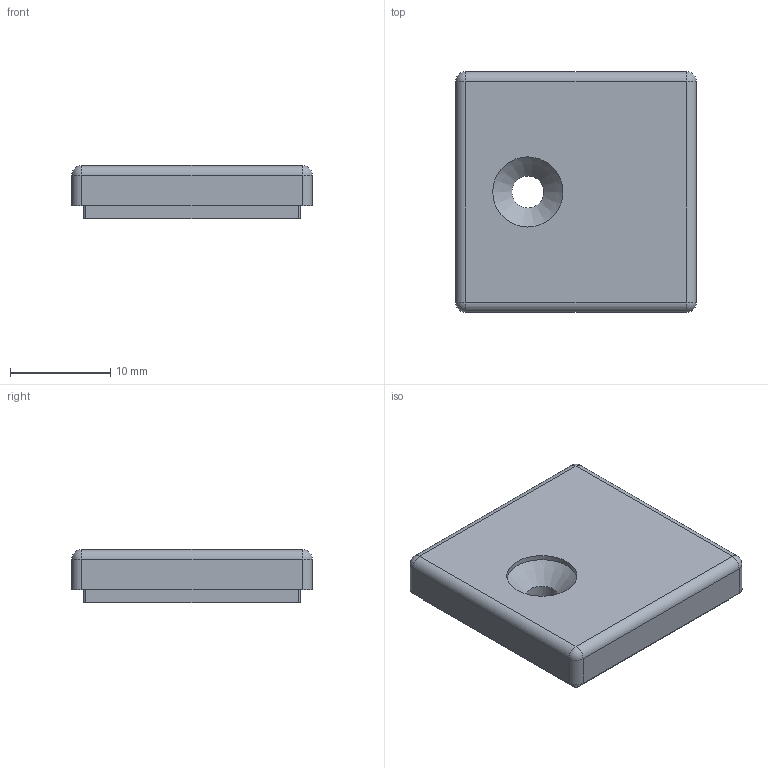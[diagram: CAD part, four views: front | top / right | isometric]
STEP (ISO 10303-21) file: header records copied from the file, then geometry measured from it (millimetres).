
FILE_DESCRIPTION(('FreeCAD Model'),'2;1');
FILE_NAME('Open CASCADE Shape Model','2024-07-08T17:42:10',(''),(''), 'Open CASCADE STEP processor 7.6','FreeCAD','Unknown');
FILE_SCHEMA(('AUTOMOTIVE_DESIGN { 1 0 10303 214 1 1 1 1 }'));
Length unit declared in the file: millimetre
Products named in the file (1): SlideBeamCapBody
Bounding box: 24 x 24 x 5.3 mm (x, y, z)
Volume: 2803.9 mm3; surface area: 1635.1 mm2
Topology: 1 solids, 1 shells, 30 faces, 71 edges, 40 vertices
Faces by surface type: cylinder 14, plane 11, sphere 4, cone 1
Full cylindrical faces by diameter (mm): 3.2 x1, 7 x1
Entity records: 853 total; most frequent: DIRECTION 157, CARTESIAN_POINT 138, ORIENTED_EDGE 134, EDGE_CURVE 67, AXIS2_PLACEMENT_3D 59, VERTEX_POINT 40, LINE 39, VECTOR 39
